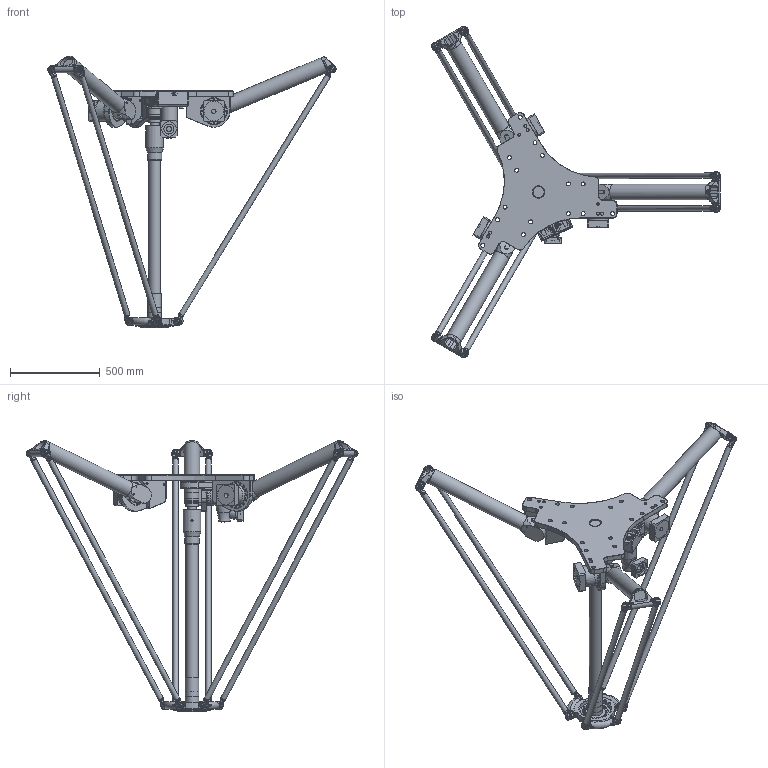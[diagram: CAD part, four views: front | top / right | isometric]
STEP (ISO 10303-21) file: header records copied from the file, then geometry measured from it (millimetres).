
FILE_DESCRIPTION(/* description */ (''),/* implementation_level */ '2;1');
FILE_NAME(/* name */ '3D-model_A_00877.stp',/* time_stamp */ '2021-09-02T17:30:39+02:00',/* author */ ('michael.schutter'),/* organization */ ('Majatronic'),/* preprocessor_version */ 'ST-DEVELOPER v16.5',/* originating_system */ 'Autodesk Inventor 2017',/* authorisation */ '');
FILE_SCHEMA (('AUTOMOTIVE_DESIGN { 1 0 10303 214 3 1 1 }'));
Length unit declared in the file: millimetre
Products named in the file (12): A_00877_DUMMY; MT_BGR00018754MT_BGR; MT_WST00058288MT_WST; MT_WST00055121MT_WST; MT_WST00058294MT_WST; MT_WST00060278MT_WST; MT_WST00057262MT_WST; MT_WST00058293MT_WST; MT_WST00057260MT_WST; MT_WST00060279MT_WST; MT_WST00110085; MT_WST00110086
Assembly tree (25 placements, depth 3):
  A_00877_DUMMY
    MT_BGR00018754MT_BGR
      MT_WST00058288MT_WST
      MT_WST00055121MT_WST  x3
      MT_WST00058294MT_WST
    MT_WST00060278MT_WST  x3
    MT_WST00057260MT_WST  x6
    MT_WST00060279MT_WST  x6
    MT_WST00057262MT_WST
    MT_WST00058293MT_WST
    MT_WST00110085
    MT_WST00110086
Bounding box: 1605.58 x 1848.91 x 1509.71 mm (x, y, z)
Volume: 46506769.5 mm3; surface area: 4504607.8 mm2
Topology: 24 solids, 76 shells, 3450 faces, 7226 edges, 4481 vertices
Faces by surface type: plane 1617, cylinder 918, bspline 466, cone 231, torus 214, sphere 4
Full cylindrical faces by diameter (mm): 3 x3, 3.15 x6, 4 x1, 4.134 x12, 4.917 x18, 5 x96, 8 x36, 8.2 x36, 8.376 x6, 8.5 x96, 9.6 x3, 10 x20, 11.5 x7, 12 x40, 13 x48, 16 x1, 17 x12, 17.294 x6, 22 x69, 24 x7, 25 x1, 28 x1, 29.8 x12, 30 x19, 40 x17, 49.5 x1, 50 x2, 56 x1, 58 x1, 60 x1
Entity records: 56354 total; most frequent: CARTESIAN_POINT 22167, DIRECTION 6982, ORIENTED_EDGE 5702, EDGE_CURVE 2851, AXIS2_PLACEMENT_3D 2808, EDGE_LOOP 2507, VERTEX_POINT 2058, ADVANCED_FACE 1637
